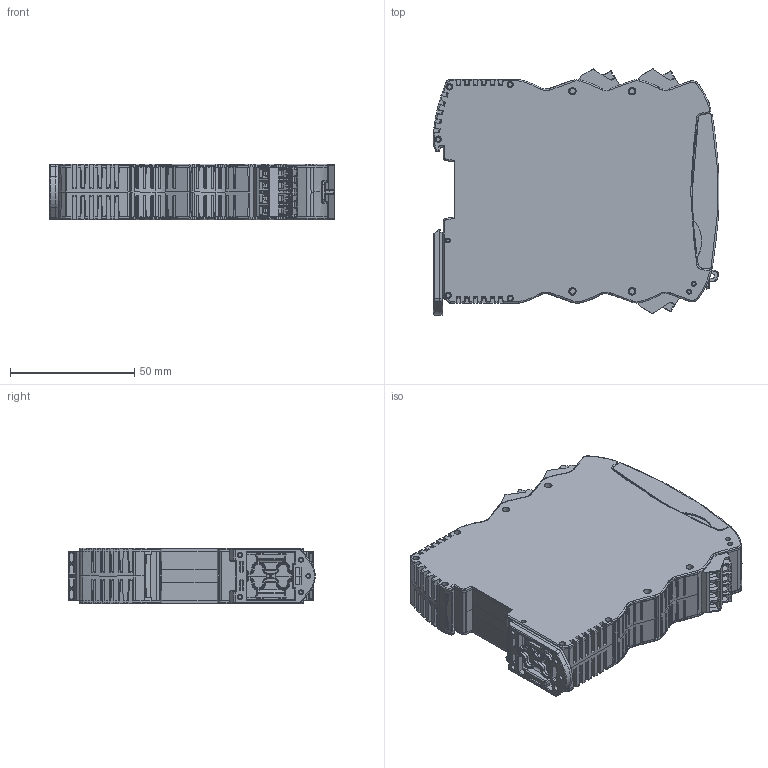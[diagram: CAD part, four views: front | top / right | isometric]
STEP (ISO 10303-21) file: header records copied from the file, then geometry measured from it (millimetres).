
FILE_DESCRIPTION (( 'STEP AP214' ), '1' );
FILE_NAME ('SRB-E-201ST-CC_REV1.STEP', '2024-10-23T17:17:06', ( '' ), ( '' ), 'SwSTEP 2.0', 'SolidWorks 2023', '' );
FILE_SCHEMA (( 'AUTOMOTIVE_DESIGN' ));
Products named in the file (1): SRB-E-201ST-CC_REV1
Bounding box: 114.89 x 99.15 x 22.5 mm (x, y, z)
Volume: 210811.6 mm3; surface area: 42369.8 mm2
Topology: 2 solids, 7 shells, 4072 faces, 11037 edges, 6883 vertices
Faces by surface type: plane 1995, cylinder 1156, bspline 697, cone 219, torus 5
Full cylindrical faces by diameter (mm): 1.7 x1, 1.775 x1
Entity records: 156246 total; most frequent: CARTESIAN_POINT 63297, ORIENTED_EDGE 21826, DIRECTION 16058, EDGE_CURVE 10913, VERTEX_POINT 6860, VECTOR 6294, LINE 6294, AXIS2_PLACEMENT_3D 4882
